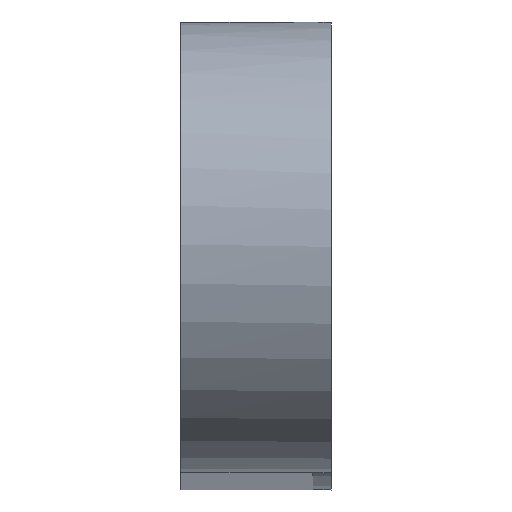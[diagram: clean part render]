
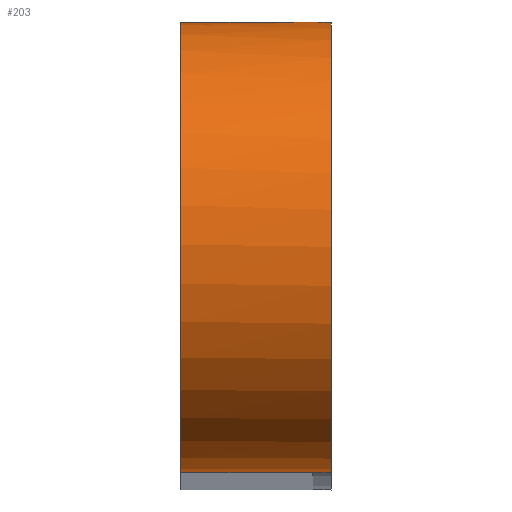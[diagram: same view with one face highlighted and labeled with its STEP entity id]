
A CAD part, top view. The second image highlights one B-rep face of the part: STEP entity #203.
In plain terms, the highlighted cylindrical face has radius 3.05 mm (diameter 6.1 mm), a full revolution.
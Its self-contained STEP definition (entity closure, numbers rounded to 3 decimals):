
#30=FACE_OUTER_BOUND('',#41,.T.);
#41=EDGE_LOOP('',(#154,#155,#156,#157,#158,#159,#160,#161,#162));
#53=LINE('',#334,#65);
#55=LINE('',#340,#67);
#58=LINE('',#355,#70);
#65=VECTOR('',#272,10.);
#67=VECTOR('',#276,10.);
#70=VECTOR('',#295,3.05);
#77=CIRCLE('',#237,3.05);
#78=CIRCLE('',#238,3.05);
#79=CIRCLE('',#240,3.05);
#80=CIRCLE('',#241,3.05);
#81=CIRCLE('',#243,3.05);
#90=VERTEX_POINT('',#327);
#93=VERTEX_POINT('',#332);
#95=VERTEX_POINT('',#337);
#96=VERTEX_POINT('',#339);
#98=VERTEX_POINT('',#346);
#99=VERTEX_POINT('',#350);
#100=VERTEX_POINT('',#351);
#113=EDGE_CURVE('',#93,#90,#53,.T.);
#115=EDGE_CURVE('',#96,#95,#55,.T.);
#119=EDGE_CURVE('',#98,#90,#77,.T.);
#120=EDGE_CURVE('',#95,#98,#78,.T.);
#121=EDGE_CURVE('',#99,#100,#79,.T.);
#122=EDGE_CURVE('',#100,#99,#80,.T.);
#123=EDGE_CURVE('',#98,#100,#58,.T.);
#124=EDGE_CURVE('',#96,#93,#81,.T.);
#154=ORIENTED_EDGE('',*,*,#120,.T.);
#155=ORIENTED_EDGE('',*,*,#123,.T.);
#156=ORIENTED_EDGE('',*,*,#122,.T.);
#157=ORIENTED_EDGE('',*,*,#121,.T.);
#158=ORIENTED_EDGE('',*,*,#123,.F.);
#159=ORIENTED_EDGE('',*,*,#119,.T.);
#160=ORIENTED_EDGE('',*,*,#113,.F.);
#161=ORIENTED_EDGE('',*,*,#124,.F.);
#162=ORIENTED_EDGE('',*,*,#115,.T.);
#184=CYLINDRICAL_SURFACE('',#242,3.05);
#203=ADVANCED_FACE('',(#30),#184,.T.);
#237=AXIS2_PLACEMENT_3D('',#347,#283,#284);
#238=AXIS2_PLACEMENT_3D('',#348,#285,#286);
#240=AXIS2_PLACEMENT_3D('',#352,#289,#290);
#241=AXIS2_PLACEMENT_3D('',#353,#291,#292);
#242=AXIS2_PLACEMENT_3D('',#354,#293,#294);
#243=AXIS2_PLACEMENT_3D('',#356,#296,#297);
#272=DIRECTION('',(1.,0.,0.));
#276=DIRECTION('',(1.,0.,0.));
#283=DIRECTION('center_axis',(1.,0.,0.));
#284=DIRECTION('ref_axis',(0.,0.009,1.));
#285=DIRECTION('center_axis',(1.,0.,0.));
#286=DIRECTION('ref_axis',(0.,0.009,1.));
#289=DIRECTION('center_axis',(-1.,0.,0.));
#290=DIRECTION('ref_axis',(0.,0.,-1.));
#291=DIRECTION('center_axis',(-1.,0.,0.));
#292=DIRECTION('ref_axis',(0.,0.,-1.));
#293=DIRECTION('center_axis',(-1.,0.,0.));
#294=DIRECTION('ref_axis',(0.,0.009,1.));
#295=DIRECTION('',(1.,0.,0.));
#296=DIRECTION('center_axis',(-1.,0.,0.));
#297=DIRECTION('ref_axis',(0.,0.009,1.));
#327=CARTESIAN_POINT('',(0.766,12.876,9.787));
#332=CARTESIAN_POINT('',(-1.02,12.876,9.787));
#334=CARTESIAN_POINT('',(-1.02,12.876,9.787));
#337=CARTESIAN_POINT('',(0.766,6.776,9.85));
#339=CARTESIAN_POINT('',(-1.02,6.776,9.85));
#340=CARTESIAN_POINT('',(-1.02,6.776,9.85));
#346=CARTESIAN_POINT('',(0.766,9.798,6.769));
#347=CARTESIAN_POINT('Origin',(0.766,9.826,9.818));
#348=CARTESIAN_POINT('Origin',(0.766,9.826,9.818));
#350=CARTESIAN_POINT('',(1.02,9.826,12.868));
#351=CARTESIAN_POINT('',(1.02,9.798,6.769));
#352=CARTESIAN_POINT('Origin',(1.02,9.826,9.818));
#353=CARTESIAN_POINT('Origin',(1.02,9.826,9.818));
#354=CARTESIAN_POINT('Origin',(0.766,9.826,9.818));
#355=CARTESIAN_POINT('',(0.766,9.798,6.769));
#356=CARTESIAN_POINT('Origin',(-1.02,9.826,9.818));
